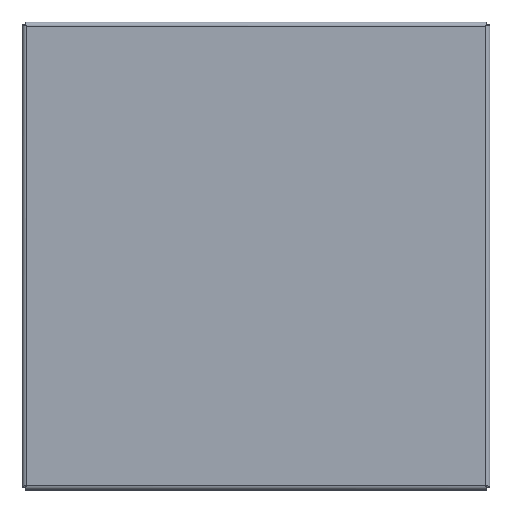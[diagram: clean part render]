
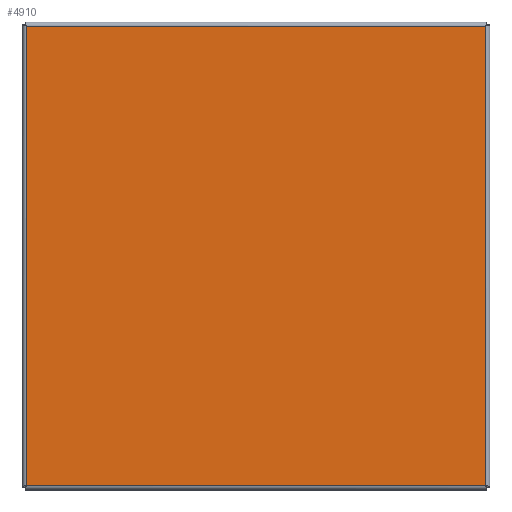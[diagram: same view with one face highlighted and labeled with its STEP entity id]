
A CAD part, top view. The second image highlights one B-rep face of the part: STEP entity #4910.
In plain terms, the highlighted planar face has unit normal (0, 0, 1).
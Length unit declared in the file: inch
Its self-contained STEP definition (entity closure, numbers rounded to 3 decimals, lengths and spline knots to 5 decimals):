
#32 = PLANE ( 'NONE',  #52 ) ;
#52 = AXIS2_PLACEMENT_3D ( 'NONE', #10440, #4823, #11363 ) ;
#316 = VECTOR ( 'NONE', #1591, 39.37008 ) ;
#923 = CARTESIAN_POINT ( 'NONE',  ( 0.10525, 12.01975, 0.074 ) ) ;
#1088 = CARTESIAN_POINT ( 'NONE',  ( 3.08387, 0.10525, 0.074 ) ) ;
#1337 = VECTOR ( 'NONE', #7279, 39.37008 ) ;
#1389 = ORIENTED_EDGE ( 'NONE', *, *, #7487, .T. ) ;
#1497 = VERTEX_POINT ( 'NONE', #11138 ) ;
#1578 = EDGE_LOOP ( 'NONE', ( #11068, #1389, #8626, #6227 ) ) ;
#1591 = DIRECTION ( 'NONE',  ( 0., -1., 0. ) ) ;
#1594 = CARTESIAN_POINT ( 'NONE',  ( 12.01975, 3.08387, 0.074 ) ) ;
#1626 = CARTESIAN_POINT ( 'NONE',  ( 0.10525, 9.04112, 0.074 ) ) ;
#3947 = EDGE_CURVE ( 'NONE', #4355, #7413, #5363, .T. ) ;
#4129 = EDGE_CURVE ( 'NONE', #6431, #1497, #6666, .T. ) ;
#4355 = VERTEX_POINT ( 'NONE', #923 ) ;
#4584 = CARTESIAN_POINT ( 'NONE',  ( 12.01975, 0.10525, 0.074 ) ) ;
#4823 = DIRECTION ( 'NONE',  ( 0., 0., 1. ) ) ;
#4838 = VECTOR ( 'NONE', #11456, 39.37008 ) ;
#4910 = ADVANCED_FACE ( 'NONE', ( #10300 ), #32, .T. ) ;
#5363 = LINE ( 'NONE', #1626, #316 ) ;
#6227 = ORIENTED_EDGE ( 'NONE', *, *, #6711, .T. ) ;
#6431 = VERTEX_POINT ( 'NONE', #4584 ) ;
#6536 = LINE ( 'NONE', #11893, #8425 ) ;
#6666 = LINE ( 'NONE', #1594, #1337 ) ;
#6711 = EDGE_CURVE ( 'NONE', #7413, #6431, #7312, .T. ) ;
#7212 = DIRECTION ( 'NONE',  ( -1., 0., 0. ) ) ;
#7279 = DIRECTION ( 'NONE',  ( 0., 1., 0. ) ) ;
#7312 = LINE ( 'NONE', #1088, #4838 ) ;
#7413 = VERTEX_POINT ( 'NONE', #7986 ) ;
#7487 = EDGE_CURVE ( 'NONE', #1497, #4355, #6536, .T. ) ;
#7986 = CARTESIAN_POINT ( 'NONE',  ( 0.10525, 0.10525, 0.074 ) ) ;
#8425 = VECTOR ( 'NONE', #7212, 39.37008 ) ;
#8626 = ORIENTED_EDGE ( 'NONE', *, *, #3947, .T. ) ;
#10300 = FACE_OUTER_BOUND ( 'NONE', #1578, .T. ) ;
#10440 = CARTESIAN_POINT ( 'NONE',  ( 6.0625, 6.0625, 0.074 ) ) ;
#11068 = ORIENTED_EDGE ( 'NONE', *, *, #4129, .T. ) ;
#11138 = CARTESIAN_POINT ( 'NONE',  ( 12.01975, 12.01975, 0.074 ) ) ;
#11363 = DIRECTION ( 'NONE',  ( 1., 0., 0. ) ) ;
#11456 = DIRECTION ( 'NONE',  ( 1., 0., 0. ) ) ;
#11893 = CARTESIAN_POINT ( 'NONE',  ( 9.04112, 12.01975, 0.074 ) ) ;
